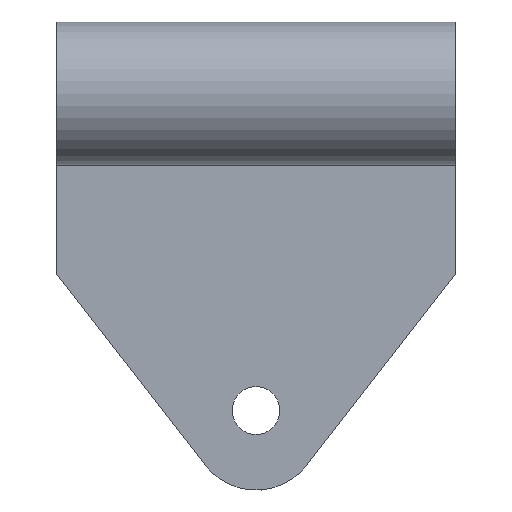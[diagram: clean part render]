
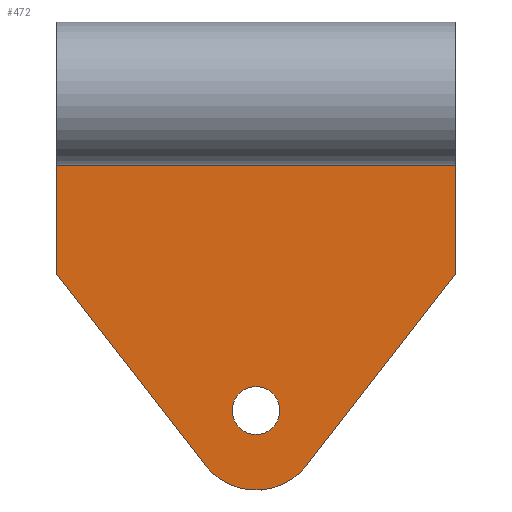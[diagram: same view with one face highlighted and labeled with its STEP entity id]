
A CAD part, front view. The second image highlights one B-rep face of the part: STEP entity #472.
In plain terms, the highlighted planar face has unit normal (0, -1, 0).
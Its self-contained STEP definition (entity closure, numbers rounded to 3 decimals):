
#15=FACE_BOUND('',#66,.T.);
#21=PLANE('',#532);
#39=FACE_OUTER_BOUND('',#65,.T.);
#65=EDGE_LOOP('',(#345,#346,#347,#348,#349,#350,#351,#352,#353,#354,#355,
#356));
#66=EDGE_LOOP('',(#357));
#95=LINE('',#766,#134);
#96=LINE('',#770,#135);
#97=LINE('',#772,#136);
#98=LINE('',#774,#137);
#99=LINE('',#780,#138);
#100=LINE('',#786,#139);
#101=LINE('',#787,#140);
#134=VECTOR('',#621,10.);
#135=VECTOR('',#624,10.);
#136=VECTOR('',#625,10.);
#137=VECTOR('',#626,10.);
#138=VECTOR('',#631,10.);
#139=VECTOR('',#636,10.);
#140=VECTOR('',#637,10.);
#179=CIRCLE('',#531,1.5);
#180=CIRCLE('',#533,4.);
#181=CIRCLE('',#534,2.);
#182=CIRCLE('',#535,2.);
#183=CIRCLE('',#536,2.);
#184=CIRCLE('',#537,2.);
#209=VERTEX_POINT('',#760);
#210=VERTEX_POINT('',#764);
#211=VERTEX_POINT('',#765);
#212=VERTEX_POINT('',#767);
#213=VERTEX_POINT('',#769);
#214=VERTEX_POINT('',#771);
#215=VERTEX_POINT('',#773);
#216=VERTEX_POINT('',#775);
#217=VERTEX_POINT('',#777);
#218=VERTEX_POINT('',#779);
#219=VERTEX_POINT('',#781);
#220=VERTEX_POINT('',#783);
#221=VERTEX_POINT('',#785);
#262=EDGE_CURVE('',#209,#209,#179,.T.);
#263=EDGE_CURVE('',#210,#211,#95,.T.);
#264=EDGE_CURVE('',#210,#212,#180,.T.);
#265=EDGE_CURVE('',#213,#212,#96,.T.);
#266=EDGE_CURVE('',#214,#213,#97,.T.);
#267=EDGE_CURVE('',#215,#214,#98,.T.);
#268=EDGE_CURVE('',#216,#215,#181,.F.);
#269=EDGE_CURVE('',#216,#217,#182,.T.);
#270=EDGE_CURVE('',#217,#218,#99,.T.);
#271=EDGE_CURVE('',#218,#219,#183,.T.);
#272=EDGE_CURVE('',#220,#219,#184,.F.);
#273=EDGE_CURVE('',#221,#220,#100,.T.);
#274=EDGE_CURVE('',#211,#221,#101,.T.);
#345=ORIENTED_EDGE('',*,*,#263,.F.);
#346=ORIENTED_EDGE('',*,*,#264,.T.);
#347=ORIENTED_EDGE('',*,*,#265,.F.);
#348=ORIENTED_EDGE('',*,*,#266,.F.);
#349=ORIENTED_EDGE('',*,*,#267,.F.);
#350=ORIENTED_EDGE('',*,*,#268,.F.);
#351=ORIENTED_EDGE('',*,*,#269,.T.);
#352=ORIENTED_EDGE('',*,*,#270,.T.);
#353=ORIENTED_EDGE('',*,*,#271,.T.);
#354=ORIENTED_EDGE('',*,*,#272,.F.);
#355=ORIENTED_EDGE('',*,*,#273,.F.);
#356=ORIENTED_EDGE('',*,*,#274,.F.);
#357=ORIENTED_EDGE('',*,*,#262,.T.);
#472=ADVANCED_FACE('',(#39,#15),#21,.T.);
#531=AXIS2_PLACEMENT_3D('',#762,#617,#618);
#532=AXIS2_PLACEMENT_3D('',#763,#619,#620);
#533=AXIS2_PLACEMENT_3D('',#768,#622,#623);
#534=AXIS2_PLACEMENT_3D('',#776,#627,#628);
#535=AXIS2_PLACEMENT_3D('',#778,#629,#630);
#536=AXIS2_PLACEMENT_3D('',#782,#632,#633);
#537=AXIS2_PLACEMENT_3D('',#784,#634,#635);
#617=DIRECTION('center_axis',(0.,1.,0.));
#618=DIRECTION('ref_axis',(-1.,0.,0.));
#619=DIRECTION('center_axis',(0.,-1.,0.));
#620=DIRECTION('ref_axis',(1.,0.,0.));
#621=DIRECTION('',(-0.614,0.,0.789));
#622=DIRECTION('center_axis',(0.,-1.,0.));
#623=DIRECTION('ref_axis',(-0.789,0.,-0.614));
#624=DIRECTION('',(-0.614,0.,-0.789));
#625=DIRECTION('',(0.,0.,-1.));
#626=DIRECTION('',(1.,0.,0.));
#627=DIRECTION('center_axis',(0.,1.,0.));
#628=DIRECTION('ref_axis',(-0.707,0.,-0.707));
#629=DIRECTION('center_axis',(0.,-1.,0.));
#630=DIRECTION('ref_axis',(0.,0.,-1.));
#631=DIRECTION('',(-1.,0.,0.));
#632=DIRECTION('center_axis',(0.,-1.,0.));
#633=DIRECTION('ref_axis',(0.,0.,-1.));
#634=DIRECTION('center_axis',(0.,1.,0.));
#635=DIRECTION('ref_axis',(0.707,0.,-0.707));
#636=DIRECTION('',(1.,0.,0.));
#637=DIRECTION('',(0.,0.,1.));
#760=CARTESIAN_POINT('',(1.5,3.,21.657));
#762=CARTESIAN_POINT('Origin',(0.,3.,21.657));
#763=CARTESIAN_POINT('Origin',(-12.5,3.,30.15));
#764=CARTESIAN_POINT('',(-3.157,3.,18.202));
#765=CARTESIAN_POINT('',(-12.5,3.,30.214));
#766=CARTESIAN_POINT('',(-3.157,3.,18.202));
#767=CARTESIAN_POINT('',(3.157,3.,18.202));
#768=CARTESIAN_POINT('Origin',(0.,3.,20.657));
#769=CARTESIAN_POINT('',(12.5,3.,30.214));
#770=CARTESIAN_POINT('',(11.037,3.,28.332));
#771=CARTESIAN_POINT('',(12.5,3.,37.05));
#772=CARTESIAN_POINT('',(12.5,3.,44.05));
#773=CARTESIAN_POINT('',(9.,3.,37.05));
#774=CARTESIAN_POINT('',(0.,3.,37.05));
#775=CARTESIAN_POINT('',(7.064,3.,38.55));
#776=CARTESIAN_POINT('Origin',(9.,3.,39.05));
#777=CARTESIAN_POINT('',(5.127,3.,40.05));
#778=CARTESIAN_POINT('Origin',(5.127,3.,38.05));
#779=CARTESIAN_POINT('',(-5.127,3.,40.05));
#780=CARTESIAN_POINT('',(-12.5,3.,40.05));
#781=CARTESIAN_POINT('',(-7.064,3.,38.55));
#782=CARTESIAN_POINT('Origin',(-5.127,3.,38.05));
#783=CARTESIAN_POINT('',(-9.,3.,37.05));
#784=CARTESIAN_POINT('Origin',(-9.,3.,39.05));
#785=CARTESIAN_POINT('',(-12.5,3.,37.05));
#786=CARTESIAN_POINT('',(0.,3.,37.05));
#787=CARTESIAN_POINT('',(-12.5,3.,30.15));
